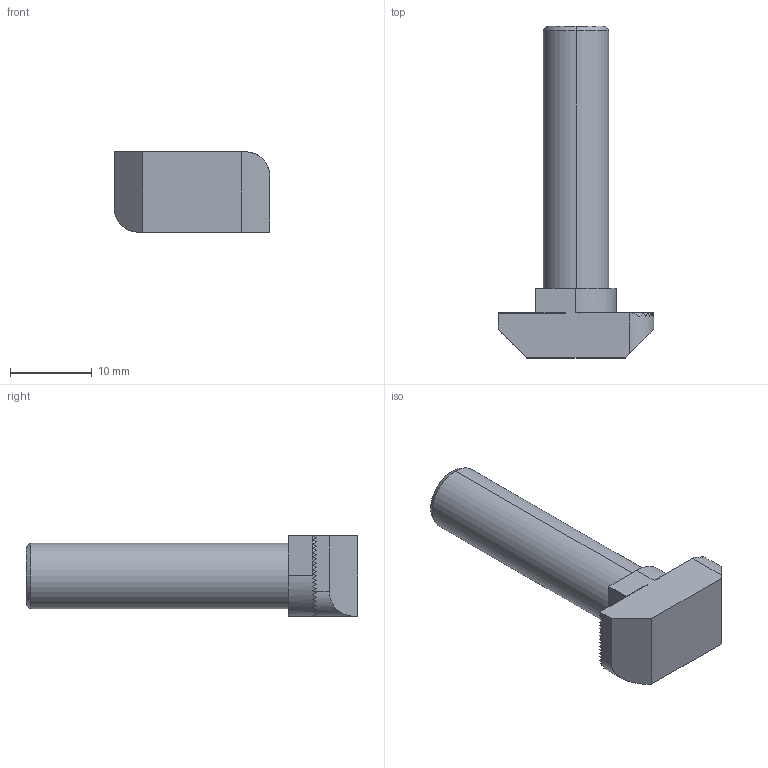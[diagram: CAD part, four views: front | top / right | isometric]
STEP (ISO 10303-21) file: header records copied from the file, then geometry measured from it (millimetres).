
FILE_DESCRIPTION (( 'STEP AP203' ), '1' );
FILE_NAME ('084.301.045.STEP', '2015-06-03T13:41:55', ( '' ), ( '' ), 'SwSTEP 2.0', 'SolidWorks 2012', '' );
FILE_SCHEMA (( 'CONFIG_CONTROL_DESIGN' ));
Length unit declared in the file: millimetre
Products named in the file (1): 084.301.045
Bounding box: 19 x 40.5 x 9.8 mm (x, y, z)
Volume: 2729.1 mm3; surface area: 1657.4 mm2
Topology: 1 solids, 1 shells, 169 faces, 460 edges, 294 vertices
Faces by surface type: plane 143, cylinder 24, cone 2
Entity records: 5303 total; most frequent: CARTESIAN_POINT 1230, ORIENTED_EDGE 920, DIRECTION 754, EDGE_CURVE 460, LINE 302, VECTOR 302, VERTEX_POINT 294, AXIS2_PLACEMENT_3D 226
